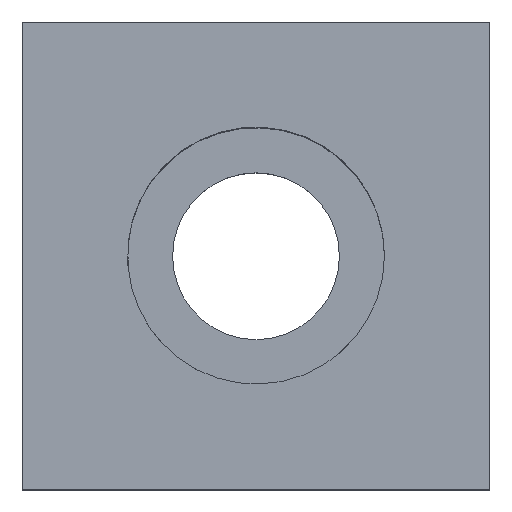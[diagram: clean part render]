
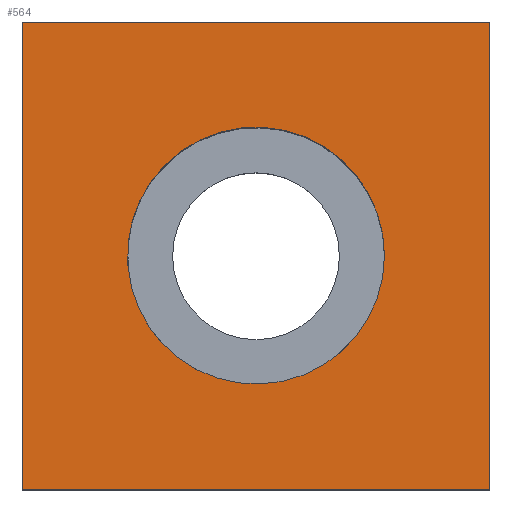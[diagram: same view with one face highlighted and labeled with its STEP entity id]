
A CAD part, top view. The second image highlights one B-rep face of the part: STEP entity #564.
In plain terms, the highlighted planar face has unit normal (0, 0, 1).
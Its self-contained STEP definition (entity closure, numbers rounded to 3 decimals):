
#362=CARTESIAN_POINT('',(15.5,10.0,20.0));
#363=VERTEX_POINT('',#362);
#364=CARTESIAN_POINT('',(10.0,10.0,20.0));
#365=DIRECTION('',(0.0,0.0,-1.0));
#366=DIRECTION('',(-1.0,0.0,0.0));
#367=AXIS2_PLACEMENT_3D('',#364,#365,#366);
#368=CIRCLE('',#367,5.5);
#369=EDGE_CURVE('',#363,#363,#368,.T.);
#429=CARTESIAN_POINT('',(0.0,0.0,20.0));
#430=VERTEX_POINT('',#429);
#437=CARTESIAN_POINT('',(0.0,20.0,20.0));
#438=VERTEX_POINT('',#437);
#439=CARTESIAN_POINT('',(0.0,20.0,20.0));
#440=DIRECTION('',(0.0,-1.0,0.0));
#441=VECTOR('',#440,20.0);
#442=LINE('',#439,#441);
#443=EDGE_CURVE('',#438,#430,#442,.T.);
#471=CARTESIAN_POINT('',(20.0,20.0,20.0));
#472=VERTEX_POINT('',#471);
#473=CARTESIAN_POINT('',(20.0,20.0,20.0));
#474=DIRECTION('',(-1.0,0.0,0.0));
#475=VECTOR('',#474,20.0);
#476=LINE('',#473,#475);
#477=EDGE_CURVE('',#472,#438,#476,.T.);
#505=CARTESIAN_POINT('',(20.0,0.0,20.0));
#506=VERTEX_POINT('',#505);
#507=CARTESIAN_POINT('',(20.0,0.0,20.0));
#508=DIRECTION('',(0.0,1.0,0.0));
#509=VECTOR('',#508,20.0);
#510=LINE('',#507,#509);
#511=EDGE_CURVE('',#506,#472,#510,.T.);
#537=CARTESIAN_POINT('',(0.0,0.0,20.0));
#538=DIRECTION('',(1.0,0.0,0.0));
#539=VECTOR('',#538,20.0);
#540=LINE('',#537,#539);
#541=EDGE_CURVE('',#430,#506,#540,.T.);
#550=CARTESIAN_POINT('',(10.0,10.0,20.0));
#551=DIRECTION('',(0.0,0.0,1.0));
#552=DIRECTION('',(1.0,0.0,0.0));
#553=AXIS2_PLACEMENT_3D('',#550,#551,#552);
#554=PLANE('',#553);
#555=ORIENTED_EDGE('',*,*,#541,.T.);
#556=ORIENTED_EDGE('',*,*,#511,.T.);
#557=ORIENTED_EDGE('',*,*,#477,.T.);
#558=ORIENTED_EDGE('',*,*,#443,.T.);
#559=EDGE_LOOP('',(#555,#556,#557,#558));
#560=FACE_OUTER_BOUND('',#559,.T.);
#561=ORIENTED_EDGE('',*,*,#369,.T.);
#562=EDGE_LOOP('',(#561));
#563=FACE_BOUND('',#562,.T.);
#564=ADVANCED_FACE('',(#560,#563),#554,.T.);
